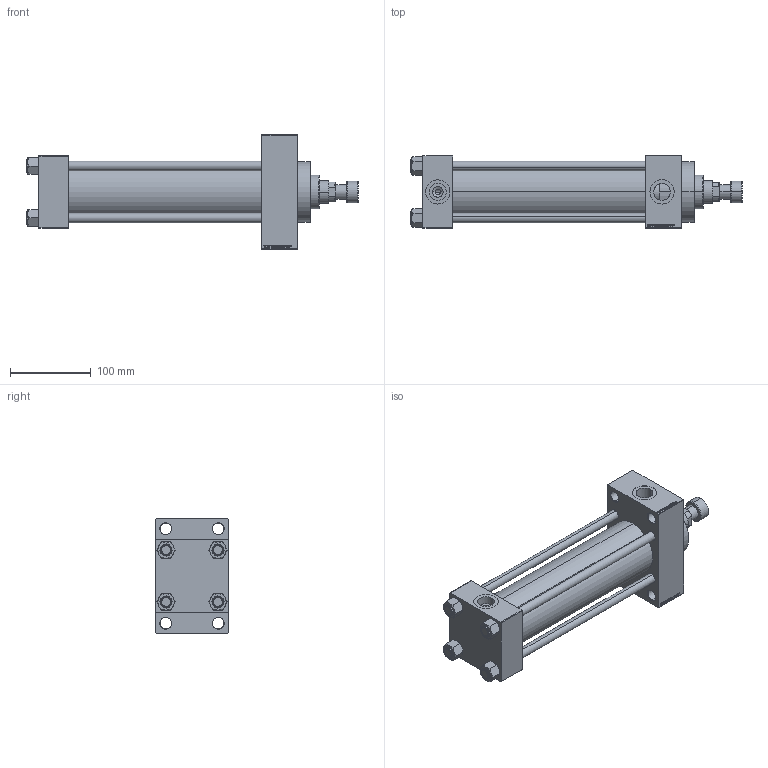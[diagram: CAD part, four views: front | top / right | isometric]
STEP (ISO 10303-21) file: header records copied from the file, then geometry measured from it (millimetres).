
FILE_DESCRIPTION (( 'STEP AP203' ), '1' );
FILE_NAME ('83cc.STEP', '2023-11-30T09:06:36', ( '' ), ( '' ), 'SwSTEP 2.0', 'SolidWorks 2019', '' );
FILE_SCHEMA (( 'CONFIG_CONTROL_DESIGN' ));
Length unit declared in the file: millimetre
Products named in the file (7): V215CR_D_TYCINKA b65b10b3255a068299e970a570f273e4; V215_VC_A b65b10b3255a068299e970a570f273e4; V215CR_D_Body b65b10b3255a068299e970a570f273e4; NUT_M5_D b65b10b3255a068299e970a570f273e4; V215CR_ROD_END_F b65b10b3255a068299e970a570f273e4; 83cc; V215CR_VCP_D b65b10b3255a068299e970a570f273e4
Assembly tree (12 placements, depth 2):
  83cc
    V215CR_D_Body b65b10b3255a068299e970a570f273e4
    V215CR_VCP_D b65b10b3255a068299e970a570f273e4
    NUT_M5_D b65b10b3255a068299e970a570f273e4  x4
    V215CR_D_TYCINKA b65b10b3255a068299e970a570f273e4  x4
    V215_VC_A b65b10b3255a068299e970a570f273e4
    V215CR_ROD_END_F b65b10b3255a068299e970a570f273e4
Bounding box: 411 x 90 x 142 mm (x, y, z)
Volume: 1412192.5 mm3; surface area: 321191.4 mm2
Topology: 12 solids, 12 shells, 1117 faces, 2777 edges, 1797 vertices
Faces by surface type: plane 501, bspline 368, cone 144, cylinder 92, torus 12
Entity records: 47682 total; most frequent: CARTESIAN_POINT 25137, ORIENTED_EDGE 5046, DIRECTION 3267, EDGE_CURVE 2523, VERTEX_POINT 1653, VECTOR 1509, LINE 1509, EDGE_LOOP 1130
